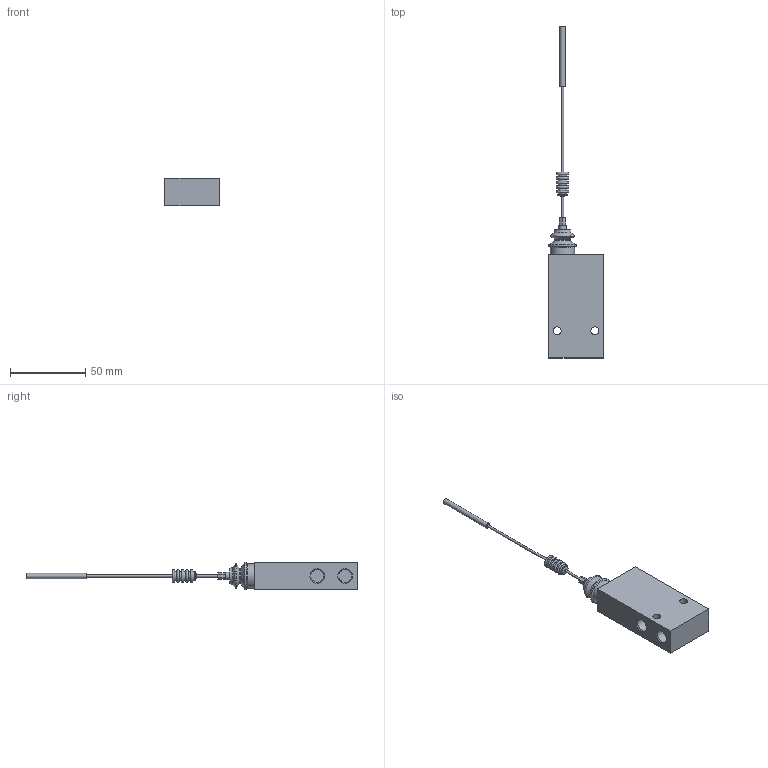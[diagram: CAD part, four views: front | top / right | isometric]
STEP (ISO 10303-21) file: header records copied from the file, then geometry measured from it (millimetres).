
FILE_DESCRIPTION(/* description */ ('STEP AP214'),/* implementation_level */ '2;1');
FILE_NAME(/* name */ '3877_FVSO-3-1_8',/* time_stamp */ '2024-08-28T19:22:10+02:00',/* author */ ('License CC BY-ND 4.0'),/* organization */ ('CADENAS'),/* preprocessor_version */ 'ST-DEVELOPER v19.3',/* originating_system */ 'PARTsolutions',/* authorisation */ ' ');
FILE_SCHEMA (('AUTOMOTIVE_DESIGN {1 0 10303 214 3 1 1}'));
Length unit declared in the file: millimetre
Products named in the file (1): 3877 FVSO-3-1/8
Bounding box: 36.1 x 220 x 18.2 mm (x, y, z)
Volume: 45248 mm3; surface area: 12596.7 mm2
Topology: 1 solids, 1 shells, 57 faces, 111 edges, 66 vertices
Faces by surface type: plane 22, torus 14, cylinder 11, cone 10
Full cylindrical faces by diameter (mm): 1.5 x2, 3.5 x1, 5 x1, 5.3 x2, 8.566 x4, 16 x1
Entity records: 1302 total; most frequent: DIRECTION 238, CARTESIAN_POINT 200, ORIENTED_EDGE 152, EDGE_LOOP 106, FACE_BOUND 106, AXIS2_PLACEMENT_3D 104, EDGE_CURVE 76, VERTEX_POINT 66
